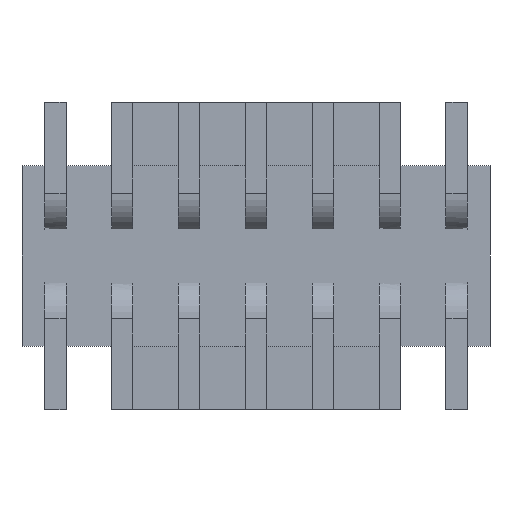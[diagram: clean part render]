
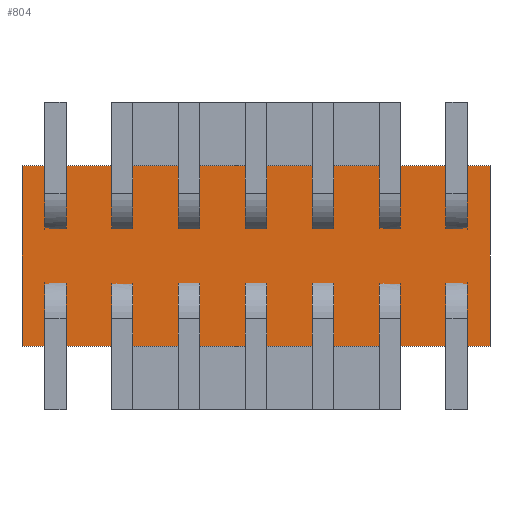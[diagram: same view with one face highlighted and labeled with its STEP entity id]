
A CAD part, front view. The second image highlights one B-rep face of the part: STEP entity #804.
In plain terms, the highlighted planar face has unit normal (0, -1, 0).
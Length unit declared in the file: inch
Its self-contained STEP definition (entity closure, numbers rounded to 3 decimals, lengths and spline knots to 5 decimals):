
#804 = ADVANCED_FACE( '', ( #1560 ), #1561, .F. );
#1560 = FACE_OUTER_BOUND( '', #2294, .T. );
#1561 = PLANE( '', #2295 );
#2294 = EDGE_LOOP( '', ( #4486, #4487, #4488, #4489 ) );
#2295 = AXIS2_PLACEMENT_3D( '', #4490, #4491, #4492 );
#4486 = ORIENTED_EDGE( '', *, *, #5095, .F. );
#4487 = ORIENTED_EDGE( '', *, *, #5176, .F. );
#4488 = ORIENTED_EDGE( '', *, *, #5382, .F. );
#4489 = ORIENTED_EDGE( '', *, *, #5048, .F. );
#4490 = CARTESIAN_POINT( '', ( 0., 0., 0. ) );
#4491 = DIRECTION( '', ( 0., 1., 0. ) );
#4492 = DIRECTION( '', ( 0., 0., 1. ) );
#5048 = EDGE_CURVE( '', #6236, #6237, #6238, .T. );
#5095 = EDGE_CURVE( '', #6305, #6236, #6306, .T. );
#5176 = EDGE_CURVE( '', #6419, #6305, #6420, .T. );
#5382 = EDGE_CURVE( '', #6237, #6419, #6669, .T. );
#6236 = VERTEX_POINT( '', #7872 );
#6237 = VERTEX_POINT( '', #7873 );
#6238 = LINE( '', #7874, #7875 );
#6305 = VERTEX_POINT( '', #7975 );
#6306 = LINE( '', #7976, #7977 );
#6419 = VERTEX_POINT( '', #8141 );
#6420 = LINE( '', #8142, #8143 );
#6669 = LINE( '', #8510, #8511 );
#7872 = CARTESIAN_POINT( '', ( -0.175, 0., 0.0675 ) );
#7873 = CARTESIAN_POINT( '', ( 0.175, 0., 0.0675 ) );
#7874 = CARTESIAN_POINT( '', ( -0.175, 0., 0.0675 ) );
#7875 = VECTOR( '', #9077, 39.37008 );
#7975 = CARTESIAN_POINT( '', ( -0.175, 0., -0.0675 ) );
#7976 = CARTESIAN_POINT( '', ( -0.175, 0., -0.0675 ) );
#7977 = VECTOR( '', #9111, 39.37008 );
#8141 = CARTESIAN_POINT( '', ( 0.175, 0., -0.0675 ) );
#8142 = CARTESIAN_POINT( '', ( 0.175, 0., -0.0675 ) );
#8143 = VECTOR( '', #9184, 39.37008 );
#8510 = CARTESIAN_POINT( '', ( 0.175, 0., 0.0675 ) );
#8511 = VECTOR( '', #9351, 39.37008 );
#9077 = DIRECTION( '', ( 1., 0., 0. ) );
#9111 = DIRECTION( '', ( 0., 0., 1. ) );
#9184 = DIRECTION( '', ( -1., 0., 0. ) );
#9351 = DIRECTION( '', ( 0., 0., -1. ) );
